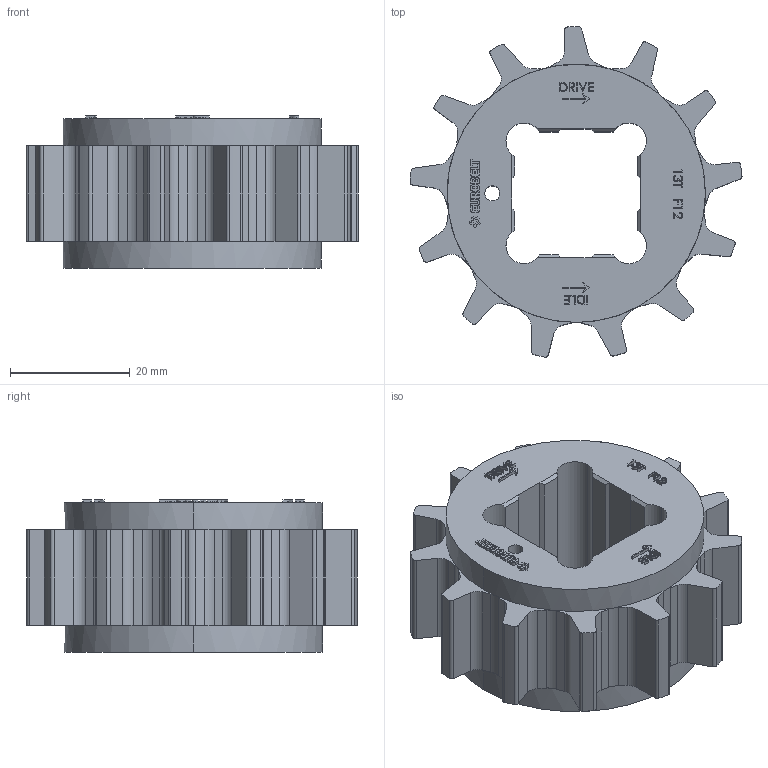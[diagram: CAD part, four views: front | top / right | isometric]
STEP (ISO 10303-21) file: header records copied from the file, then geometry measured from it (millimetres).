
FILE_DESCRIPTION (( 'STEP AP214' ), '1' );
FILE_NAME ('F12_Z13_C20.STEP', '2024-02-15T06:56:47', ( '' ), ( '' ), 'SwSTEP 2.0', 'SolidWorks 2023', '' );
FILE_SCHEMA (( 'AUTOMOTIVE_DESIGN' ));
Length unit declared in the file: millimetre
Products named in the file (1): F12_Z13_C20
Bounding box: 55.47 x 55.19 x 25.5 mm (x, y, z)
Volume: 29854.4 mm3; surface area: 10600.5 mm2
Topology: 1 solids, 1 shells, 569 faces, 1548 edges, 1018 vertices
Faces by surface type: plane 366, bspline 113, cylinder 90
Entity records: 20547 total; most frequent: CARTESIAN_POINT 6753, ORIENTED_EDGE 3096, DIRECTION 2452, EDGE_CURVE 1548, VECTOR 1074, LINE 1074, VERTEX_POINT 1018, AXIS2_PLACEMENT_3D 689
